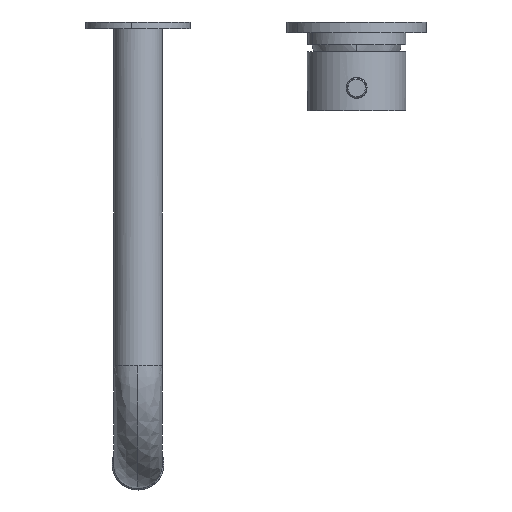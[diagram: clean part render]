
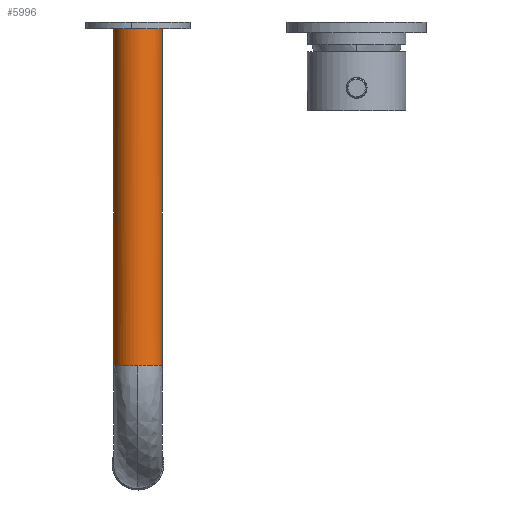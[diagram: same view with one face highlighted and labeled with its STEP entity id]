
A CAD part, top view. The second image highlights one B-rep face of the part: STEP entity #5996.
In plain terms, the highlighted cylindrical face has radius 11.1 mm (diameter 22.2 mm), a partial arc.
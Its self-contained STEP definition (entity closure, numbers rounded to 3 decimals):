
#1581=B_SPLINE_CURVE_WITH_KNOTS('',1,(#92386,#92387),.UNSPECIFIED.,.F.,
 .F.,(2,2),(0.,155.),.UNSPECIFIED.);
#1582=B_SPLINE_CURVE_WITH_KNOTS('',1,(#92393,#92394),.UNSPECIFIED.,.F.,
 .F.,(2,2),(0.,155.),.UNSPECIFIED.);
#4475=CYLINDRICAL_SURFACE('',#37581,11.1);
#5996=ADVANCED_FACE('',(#8496),#4475,.T.);
#8496=FACE_OUTER_BOUND('',#11000,.T.);
#11000=EDGE_LOOP('',(#18402,#18403,#18404,#18405,#18406));
#18402=ORIENTED_EDGE('',*,*,#26993,.T.);
#18403=ORIENTED_EDGE('',*,*,#26994,.T.);
#18404=ORIENTED_EDGE('',*,*,#26995,.T.);
#18405=ORIENTED_EDGE('',*,*,#26996,.T.);
#18406=ORIENTED_EDGE('',*,*,#26989,.F.);
#26989=EDGE_CURVE('',#33319,#33320,#31472,.T.);
#26993=EDGE_CURVE('',#33319,#33322,#31476,.T.);
#26994=EDGE_CURVE('',#33322,#33323,#1581,.T.);
#26995=EDGE_CURVE('',#33323,#33324,#31477,.T.);
#26996=EDGE_CURVE('',#33324,#33320,#1582,.T.);
#31472=(
BOUNDED_CURVE()
B_SPLINE_CURVE(2,(#92371,#92372,#92373),.UNSPECIFIED.,.F.,.F.)
B_SPLINE_CURVE_WITH_KNOTS((3,3),(0.,17.436),.UNSPECIFIED.)
CURVE()
GEOMETRIC_REPRESENTATION_ITEM()
RATIONAL_B_SPLINE_CURVE((1.,0.707,1.))
REPRESENTATION_ITEM('')
);
#31476=(
BOUNDED_CURVE()
B_SPLINE_CURVE(2,(#92383,#92384,#92385),.UNSPECIFIED.,.F.,.F.)
B_SPLINE_CURVE_WITH_KNOTS((3,3),(0.,17.436),.UNSPECIFIED.)
CURVE()
GEOMETRIC_REPRESENTATION_ITEM()
RATIONAL_B_SPLINE_CURVE((1.,0.707,1.))
REPRESENTATION_ITEM('')
);
#31477=(
BOUNDED_CURVE()
B_SPLINE_CURVE(2,(#92388,#92389,#92390,#92391,#92392),.UNSPECIFIED.,.F.,
 .F.)
B_SPLINE_CURVE_WITH_KNOTS((3,2,3),(0.,17.436,34.872),
 .UNSPECIFIED.)
CURVE()
GEOMETRIC_REPRESENTATION_ITEM()
RATIONAL_B_SPLINE_CURVE((1.,0.707,1.,0.707,1.))
REPRESENTATION_ITEM('')
);
#33319=VERTEX_POINT('',#92358);
#33320=VERTEX_POINT('',#92359);
#33322=VERTEX_POINT('',#92361);
#33323=VERTEX_POINT('',#92362);
#33324=VERTEX_POINT('',#92363);
#37581=AXIS2_PLACEMENT_3D('',#92269,#38927,$);
#38927=DIRECTION('',(0.,1.,0.));
#92269=CARTESIAN_POINT('',(0.,-79.5,0.));
#92358=CARTESIAN_POINT('',(0.,-157.,11.1));
#92359=CARTESIAN_POINT('',(-11.1,-157.,0.));
#92361=CARTESIAN_POINT('',(11.1,-157.,0.));
#92362=CARTESIAN_POINT('',(11.1,-2.,0.));
#92363=CARTESIAN_POINT('',(-11.1,-2.,0.));
#92371=CARTESIAN_POINT('',(0.,-157.,11.1));
#92372=CARTESIAN_POINT('',(-11.1,-157.,11.1));
#92373=CARTESIAN_POINT('',(-11.1,-157.,0.));
#92383=CARTESIAN_POINT('',(0.,-157.,11.1));
#92384=CARTESIAN_POINT('',(11.1,-157.,11.1));
#92385=CARTESIAN_POINT('',(11.1,-157.,0.));
#92386=CARTESIAN_POINT('',(11.1,-157.,0.));
#92387=CARTESIAN_POINT('',(11.1,-2.,0.));
#92388=CARTESIAN_POINT('',(11.1,-2.,0.));
#92389=CARTESIAN_POINT('',(11.1,-2.,11.1));
#92390=CARTESIAN_POINT('',(0.,-2.,11.1));
#92391=CARTESIAN_POINT('',(-11.1,-2.,11.1));
#92392=CARTESIAN_POINT('',(-11.1,-2.,0.));
#92393=CARTESIAN_POINT('',(-11.1,-2.,0.));
#92394=CARTESIAN_POINT('',(-11.1,-157.,0.));
